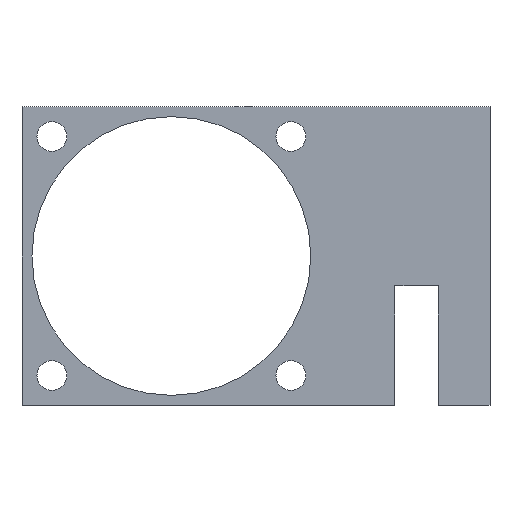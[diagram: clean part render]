
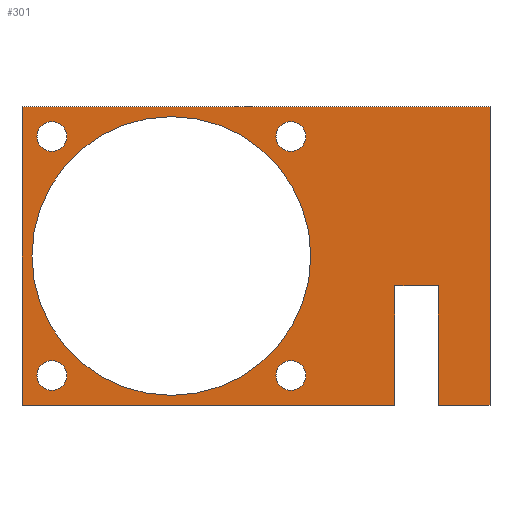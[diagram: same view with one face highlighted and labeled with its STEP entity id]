
A CAD part, front view. The second image highlights one B-rep face of the part: STEP entity #301.
In plain terms, the highlighted planar face has unit normal (0, -1, 0).
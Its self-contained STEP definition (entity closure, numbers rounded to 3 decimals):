
#29=FACE_BOUND('',#71,.T.);
#30=FACE_BOUND('',#72,.T.);
#31=FACE_BOUND('',#73,.T.);
#32=FACE_BOUND('',#74,.T.);
#33=FACE_BOUND('',#75,.T.);
#39=CIRCLE('',#337,1.5);
#40=CIRCLE('',#338,14.);
#41=CIRCLE('',#339,1.5);
#42=CIRCLE('',#340,1.5);
#43=CIRCLE('',#341,1.5);
#50=FACE_OUTER_BOUND('',#70,.T.);
#70=EDGE_LOOP('',(#240,#241,#242,#243,#244,#245,#246,#247));
#71=EDGE_LOOP('',(#248));
#72=EDGE_LOOP('',(#249));
#73=EDGE_LOOP('',(#250));
#74=EDGE_LOOP('',(#251));
#75=EDGE_LOOP('',(#252));
#85=LINE('',#443,#114);
#91=LINE('',#455,#120);
#98=LINE('',#479,#127);
#100=LINE('',#483,#129);
#102=LINE('',#486,#131);
#103=LINE('',#489,#132);
#104=LINE('',#491,#133);
#105=LINE('',#492,#134);
#114=VECTOR('',#358,10.);
#120=VECTOR('',#366,10.);
#127=VECTOR('',#387,10.);
#129=VECTOR('',#391,10.);
#131=VECTOR('',#395,10.);
#132=VECTOR('',#398,10.);
#133=VECTOR('',#399,10.);
#134=VECTOR('',#400,10.);
#143=VERTEX_POINT('',#440);
#144=VERTEX_POINT('',#442);
#146=VERTEX_POINT('',#448);
#149=VERTEX_POINT('',#453);
#159=VERTEX_POINT('',#478);
#160=VERTEX_POINT('',#482);
#161=VERTEX_POINT('',#488);
#162=VERTEX_POINT('',#490);
#163=VERTEX_POINT('',#493);
#164=VERTEX_POINT('',#495);
#165=VERTEX_POINT('',#497);
#166=VERTEX_POINT('',#499);
#167=VERTEX_POINT('',#501);
#169=EDGE_CURVE('',#144,#143,#85,.T.);
#175=EDGE_CURVE('',#146,#149,#91,.T.);
#187=EDGE_CURVE('',#159,#146,#98,.T.);
#189=EDGE_CURVE('',#160,#159,#100,.T.);
#191=EDGE_CURVE('',#143,#160,#102,.T.);
#192=EDGE_CURVE('',#149,#161,#103,.T.);
#193=EDGE_CURVE('',#161,#162,#104,.T.);
#194=EDGE_CURVE('',#162,#144,#105,.T.);
#195=EDGE_CURVE('',#163,#163,#39,.T.);
#196=EDGE_CURVE('',#164,#164,#40,.T.);
#197=EDGE_CURVE('',#165,#165,#41,.T.);
#198=EDGE_CURVE('',#166,#166,#42,.T.);
#199=EDGE_CURVE('',#167,#167,#43,.T.);
#240=ORIENTED_EDGE('',*,*,#191,.T.);
#241=ORIENTED_EDGE('',*,*,#189,.T.);
#242=ORIENTED_EDGE('',*,*,#187,.T.);
#243=ORIENTED_EDGE('',*,*,#175,.T.);
#244=ORIENTED_EDGE('',*,*,#192,.T.);
#245=ORIENTED_EDGE('',*,*,#193,.T.);
#246=ORIENTED_EDGE('',*,*,#194,.T.);
#247=ORIENTED_EDGE('',*,*,#169,.T.);
#248=ORIENTED_EDGE('',*,*,#195,.T.);
#249=ORIENTED_EDGE('',*,*,#196,.T.);
#250=ORIENTED_EDGE('',*,*,#197,.T.);
#251=ORIENTED_EDGE('',*,*,#198,.T.);
#252=ORIENTED_EDGE('',*,*,#199,.T.);
#291=PLANE('',#336);
#301=ADVANCED_FACE('',(#50,#29,#30,#31,#32,#33),#291,.T.);
#336=AXIS2_PLACEMENT_3D('',#487,#396,#397);
#337=AXIS2_PLACEMENT_3D('',#494,#401,#402);
#338=AXIS2_PLACEMENT_3D('',#496,#403,#404);
#339=AXIS2_PLACEMENT_3D('',#498,#405,#406);
#340=AXIS2_PLACEMENT_3D('',#500,#407,#408);
#341=AXIS2_PLACEMENT_3D('',#502,#409,#410);
#358=DIRECTION('',(1.,0.,0.));
#366=DIRECTION('',(1.,0.,0.));
#387=DIRECTION('',(0.,0.,-1.));
#391=DIRECTION('',(1.,0.,0.));
#395=DIRECTION('',(0.,0.,1.));
#396=DIRECTION('center_axis',(0.,-1.,0.));
#397=DIRECTION('ref_axis',(1.,0.,0.));
#398=DIRECTION('',(0.,0.,1.));
#399=DIRECTION('',(-1.,0.,0.));
#400=DIRECTION('',(0.,0.,-1.));
#401=DIRECTION('center_axis',(0.,1.,0.));
#402=DIRECTION('ref_axis',(1.,0.,0.));
#403=DIRECTION('center_axis',(0.,1.,0.));
#404=DIRECTION('ref_axis',(1.,0.,0.));
#405=DIRECTION('center_axis',(0.,1.,0.));
#406=DIRECTION('ref_axis',(1.,0.,0.));
#407=DIRECTION('center_axis',(0.,1.,0.));
#408=DIRECTION('ref_axis',(1.,0.,0.));
#409=DIRECTION('center_axis',(0.,1.,0.));
#410=DIRECTION('ref_axis',(1.,0.,0.));
#440=CARTESIAN_POINT('',(22.45,-34.,-29.45));
#442=CARTESIAN_POINT('',(-15.,-34.,-29.45));
#443=CARTESIAN_POINT('',(15.,-34.,-29.45));
#448=CARTESIAN_POINT('',(26.816,-34.,-29.45));
#453=CARTESIAN_POINT('',(32.,-34.,-29.45));
#455=CARTESIAN_POINT('',(15.,-34.,-29.45));
#478=CARTESIAN_POINT('',(26.816,-34.,-17.451));
#479=CARTESIAN_POINT('',(26.816,-34.,-15.95));
#482=CARTESIAN_POINT('',(22.45,-34.,-17.451));
#483=CARTESIAN_POINT('',(15.475,-34.,-17.451));
#486=CARTESIAN_POINT('',(22.45,-34.,-21.95));
#487=CARTESIAN_POINT('Origin',(8.5,-34.,-14.45));
#488=CARTESIAN_POINT('',(32.,-34.,0.55));
#489=CARTESIAN_POINT('',(32.,-34.,-31.95));
#490=CARTESIAN_POINT('',(-15.,-34.,0.55));
#491=CARTESIAN_POINT('',(-15.,-34.,0.55));
#492=CARTESIAN_POINT('',(-15.,-34.,-29.45));
#493=CARTESIAN_POINT('',(10.5,-34.,-2.45));
#494=CARTESIAN_POINT('Origin',(12.,-34.,-2.45));
#495=CARTESIAN_POINT('',(-14.,-34.,-14.45));
#496=CARTESIAN_POINT('Origin',(0.,-34.,-14.45));
#497=CARTESIAN_POINT('',(-13.5,-34.,-2.45));
#498=CARTESIAN_POINT('Origin',(-12.,-34.,-2.45));
#499=CARTESIAN_POINT('',(10.5,-34.,-26.45));
#500=CARTESIAN_POINT('Origin',(12.,-34.,-26.45));
#501=CARTESIAN_POINT('',(-13.5,-34.,-26.45));
#502=CARTESIAN_POINT('Origin',(-12.,-34.,-26.45));
